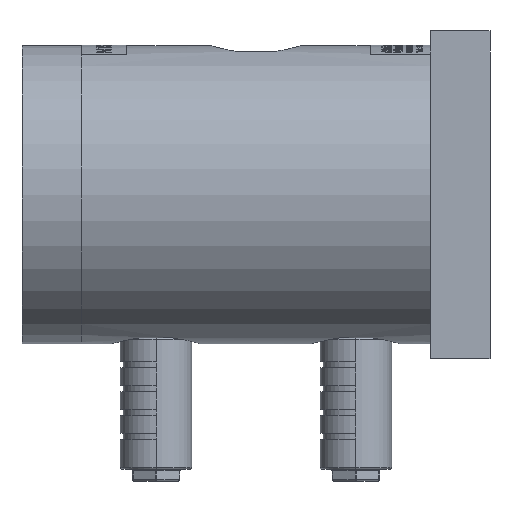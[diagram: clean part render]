
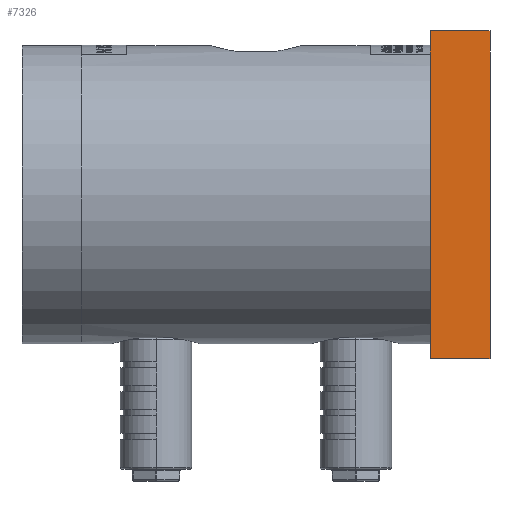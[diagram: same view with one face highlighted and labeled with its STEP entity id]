
A CAD part, left-side view. The second image highlights one B-rep face of the part: STEP entity #7326.
In plain terms, the highlighted planar face has unit normal (-1, 0, 0).
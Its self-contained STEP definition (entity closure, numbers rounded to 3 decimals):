
#1242 = EDGE_CURVE ( 'NONE', #19285, #18677, #32127, .T. ) ;
#3335 = VECTOR ( 'NONE', #22017, 1000. ) ;
#3858 = DIRECTION ( 'NONE',  ( 1., 0., 0. ) ) ;
#4731 = FACE_OUTER_BOUND ( 'NONE', #34234, .T. ) ;
#4745 = VECTOR ( 'NONE', #22184, 1000. ) ;
#4863 = ORIENTED_EDGE ( 'NONE', *, *, #20922, .F. ) ;
#7326 = ADVANCED_FACE ( 'NONE', ( #4731 ), #15359, .F. ) ;
#8063 = VERTEX_POINT ( 'NONE', #8734 ) ;
#8734 = CARTESIAN_POINT ( 'NONE',  ( -55., 0., 55. ) ) ;
#9084 = VERTEX_POINT ( 'NONE', #20189 ) ;
#9774 = ORIENTED_EDGE ( 'NONE', *, *, #28851, .T. ) ;
#13646 = LINE ( 'NONE', #36269, #3335 ) ;
#15359 = PLANE ( 'NONE',  #36634 ) ;
#16131 = VECTOR ( 'NONE', #23202, 1000. ) ;
#16307 = CARTESIAN_POINT ( 'NONE',  ( -55., 20., -55. ) ) ;
#17183 = CARTESIAN_POINT ( 'NONE',  ( -55., 0., -55. ) ) ;
#18309 = ORIENTED_EDGE ( 'NONE', *, *, #21978, .F. ) ;
#18677 = VERTEX_POINT ( 'NONE', #17183 ) ;
#19285 = VERTEX_POINT ( 'NONE', #16307 ) ;
#20189 = CARTESIAN_POINT ( 'NONE',  ( -55., 20., 55. ) ) ;
#20922 = EDGE_CURVE ( 'NONE', #9084, #8063, #13646, .T. ) ;
#21978 = EDGE_CURVE ( 'NONE', #8063, #18677, #36759, .T. ) ;
#22017 = DIRECTION ( 'NONE',  ( 0., -1., 0. ) ) ;
#22184 = DIRECTION ( 'NONE',  ( 0., 0., -1. ) ) ;
#23202 = DIRECTION ( 'NONE',  ( 0., -1., 0. ) ) ;
#23726 = DIRECTION ( 'NONE',  ( 0., 0., -1. ) ) ;
#26176 = LINE ( 'NONE', #36435, #4745 ) ;
#27007 = CARTESIAN_POINT ( 'NONE',  ( -55., 0., 55. ) ) ;
#27799 = ORIENTED_EDGE ( 'NONE', *, *, #1242, .T. ) ;
#28851 = EDGE_CURVE ( 'NONE', #9084, #19285, #26176, .T. ) ;
#32127 = LINE ( 'NONE', #35887, #16131 ) ;
#32702 = DIRECTION ( 'NONE',  ( 0., 0., -1. ) ) ;
#34234 = EDGE_LOOP ( 'NONE', ( #27799, #18309, #4863, #9774 ) ) ;
#34975 = CARTESIAN_POINT ( 'NONE',  ( -55., 20., 55. ) ) ;
#35405 = VECTOR ( 'NONE', #32702, 1000. ) ;
#35887 = CARTESIAN_POINT ( 'NONE',  ( -55., 20., -55. ) ) ;
#36269 = CARTESIAN_POINT ( 'NONE',  ( -55., 20., 55. ) ) ;
#36435 = CARTESIAN_POINT ( 'NONE',  ( -55., 20., 55. ) ) ;
#36634 = AXIS2_PLACEMENT_3D ( 'NONE', #34975, #3858, #23726 ) ;
#36759 = LINE ( 'NONE', #27007, #35405 ) ;
